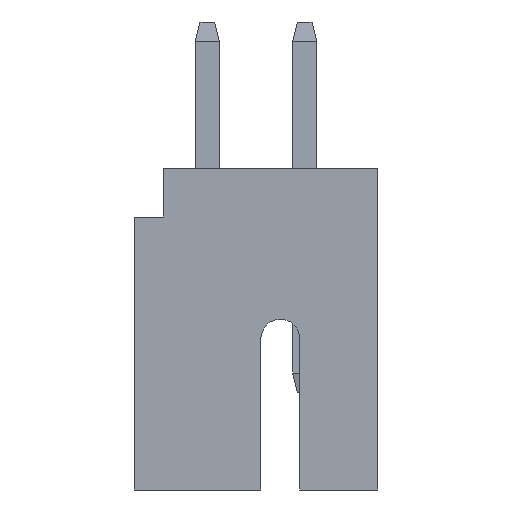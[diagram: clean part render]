
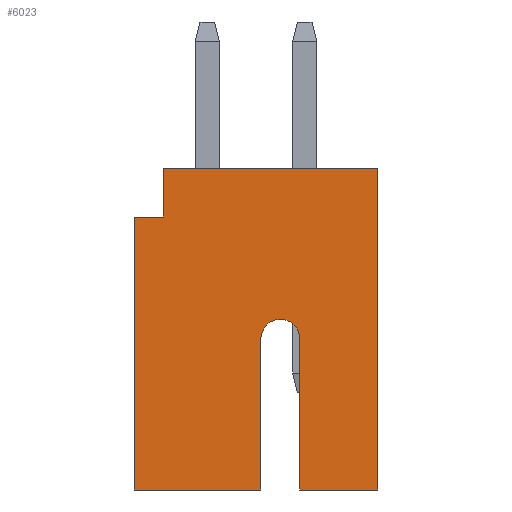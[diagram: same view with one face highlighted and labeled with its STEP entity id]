
A CAD part, left-side view. The second image highlights one B-rep face of the part: STEP entity #6023.
In plain terms, the highlighted planar face has unit normal (-1, 0, 0).
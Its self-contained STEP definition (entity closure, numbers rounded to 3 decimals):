
#307=CIRCLE('',#6373,0.4);
#615=FACE_OUTER_BOUND('',#946,.T.);
#946=EDGE_LOOP('',(#5250,#5251,#5252,#5253,#5254,#5255,#5256,#5257,#5258,
#5259));
#1000=LINE('',#7982,#1779);
#1097=LINE('',#8191,#1876);
#1455=LINE('',#8922,#2234);
#1659=LINE('',#9343,#2438);
#1663=LINE('',#9351,#2442);
#1682=LINE('',#9386,#2461);
#1732=LINE('',#9488,#2511);
#1733=LINE('',#9490,#2512);
#1734=LINE('',#9491,#2513);
#1779=VECTOR('',#6483,1.);
#1876=VECTOR('',#6662,1.);
#2234=VECTOR('',#7240,1.);
#2438=VECTOR('',#7702,1.);
#2442=VECTOR('',#7708,1.);
#2461=VECTOR('',#7741,1.);
#2511=VECTOR('',#7841,1.);
#2512=VECTOR('',#7842,1.);
#2513=VECTOR('',#7843,1.);
#2553=VERTEX_POINT('',#7979);
#2554=VERTEX_POINT('',#7981);
#2625=VERTEX_POINT('',#8190);
#2888=VERTEX_POINT('',#8921);
#2975=VERTEX_POINT('',#9340);
#2976=VERTEX_POINT('',#9342);
#2979=VERTEX_POINT('',#9350);
#2980=VERTEX_POINT('',#9354);
#2988=VERTEX_POINT('',#9384);
#3016=VERTEX_POINT('',#9489);
#3052=EDGE_CURVE('',#2554,#2553,#1000,.T.);
#3157=EDGE_CURVE('',#2625,#2554,#1097,.T.);
#3515=EDGE_CURVE('',#2888,#2625,#1455,.T.);
#3721=EDGE_CURVE('',#2976,#2975,#1659,.T.);
#3725=EDGE_CURVE('',#2979,#2976,#1663,.T.);
#3727=EDGE_CURVE('',#2979,#2980,#307,.T.);
#3746=EDGE_CURVE('',#2988,#2975,#1682,.T.);
#3796=EDGE_CURVE('',#2888,#2988,#1732,.T.);
#3797=EDGE_CURVE('',#2553,#3016,#1733,.T.);
#3798=EDGE_CURVE('',#2980,#3016,#1734,.T.);
#5250=ORIENTED_EDGE('',*,*,#3796,.F.);
#5251=ORIENTED_EDGE('',*,*,#3515,.T.);
#5252=ORIENTED_EDGE('',*,*,#3157,.T.);
#5253=ORIENTED_EDGE('',*,*,#3052,.T.);
#5254=ORIENTED_EDGE('',*,*,#3797,.T.);
#5255=ORIENTED_EDGE('',*,*,#3798,.F.);
#5256=ORIENTED_EDGE('',*,*,#3727,.F.);
#5257=ORIENTED_EDGE('',*,*,#3725,.T.);
#5258=ORIENTED_EDGE('',*,*,#3721,.T.);
#5259=ORIENTED_EDGE('',*,*,#3746,.F.);
#5696=PLANE('',#6403);
#6023=ADVANCED_FACE('',(#615),#5696,.T.);
#6373=AXIS2_PLACEMENT_3D('',#9355,#7712,#7713);
#6403=AXIS2_PLACEMENT_3D('',#9487,#7839,#7840);
#6483=DIRECTION('',(0.,0.,-1.));
#6662=DIRECTION('',(0.,1.,0.));
#7240=DIRECTION('',(0.,0.,-1.));
#7702=DIRECTION('',(0.,-1.,0.));
#7708=DIRECTION('',(0.,0.,-1.));
#7712=DIRECTION('center_axis',(-1.,0.,0.));
#7713=DIRECTION('ref_axis',(0.,0.,
1.));
#7741=DIRECTION('',(0.,0.,-1.));
#7839=DIRECTION('center_axis',(-1.,0.,0.));
#7840=DIRECTION('ref_axis',(0.,-1.,0.));
#7841=DIRECTION('',(0.,-1.,0.));
#7842=DIRECTION('',(0.,-1.,0.));
#7843=DIRECTION('',(0.,0.,-1.));
#7979=CARTESIAN_POINT('',(11.778,2.655,0.));
#7981=CARTESIAN_POINT('',(11.778,2.655,5.6));
#7982=CARTESIAN_POINT('',(11.778,2.655,0.));
#8190=CARTESIAN_POINT('',(11.778,2.055,5.6));
#8191=CARTESIAN_POINT('',(11.778,0.,5.6));
#8921=CARTESIAN_POINT('',(11.778,2.055,6.6));
#8922=CARTESIAN_POINT('',(11.778,2.055,0.));
#9340=CARTESIAN_POINT('',(11.778,-2.345,0.));
#9342=CARTESIAN_POINT('',(11.778,-0.745,0.));
#9343=CARTESIAN_POINT('',(11.778,0.,0.));
#9350=CARTESIAN_POINT('',(11.778,-0.745,3.1));
#9351=CARTESIAN_POINT('',(11.778,-0.745,0.));
#9354=CARTESIAN_POINT('',(11.778,0.055,3.1));
#9355=CARTESIAN_POINT('Origin',(11.778,-0.345,3.1));
#9384=CARTESIAN_POINT('',(11.778,-2.345,6.6));
#9386=CARTESIAN_POINT('',(11.778,-2.345,0.));
#9487=CARTESIAN_POINT('Origin',(11.778,0.456,8.912));
#9488=CARTESIAN_POINT('',(11.778,0.,6.6));
#9489=CARTESIAN_POINT('',(11.778,0.055,0.));
#9490=CARTESIAN_POINT('',(11.778,0.,0.));
#9491=CARTESIAN_POINT('',(11.778,0.055,0.3));
